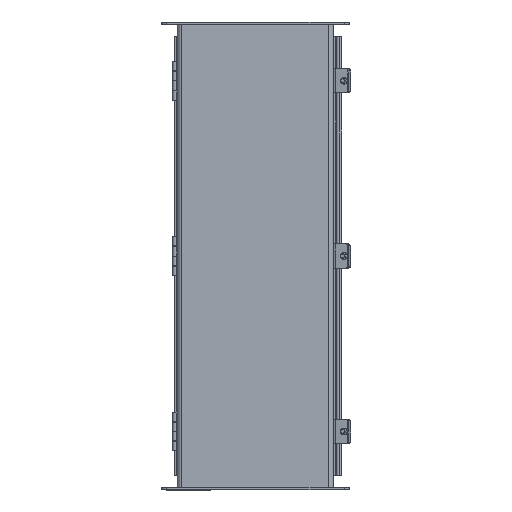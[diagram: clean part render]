
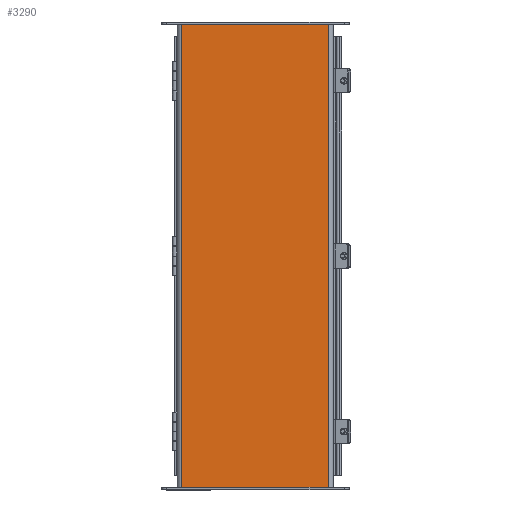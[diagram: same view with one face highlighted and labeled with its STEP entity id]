
A CAD part, top view. The second image highlights one B-rep face of the part: STEP entity #3290.
In plain terms, the highlighted planar face has unit normal (0, 0, 1).
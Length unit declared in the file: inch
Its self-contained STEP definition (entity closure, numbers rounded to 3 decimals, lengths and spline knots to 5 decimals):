
#217=PLANE($,#3523);
#360=FACE_OUTER_BOUND($,#540,.T.);
#540=EDGE_LOOP($,(#2351,#2352,#2353,#2354));
#922=LINE($,#4956,#1232);
#927=LINE($,#4974,#1237);
#931=LINE($,#4988,#1241);
#933=LINE($,#4991,#1243);
#1232=VECTOR($,#3941,24.);
#1237=VECTOR($,#3964,24.);
#1241=VECTOR($,#3984,7.5395);
#1243=VECTOR($,#3988,7.5395);
#1527=VERTEX_POINT($,#4953);
#1528=VERTEX_POINT($,#4955);
#1531=VERTEX_POINT($,#4971);
#1532=VERTEX_POINT($,#4973);
#1833=EDGE_CURVE($,#1528,#1527,#922,.T.);
#1842=EDGE_CURVE($,#1532,#1531,#927,.T.);
#1849=EDGE_CURVE($,#1528,#1531,#931,.T.);
#1851=EDGE_CURVE($,#1532,#1527,#933,.T.);
#2351=ORIENTED_EDGE($,*,*,#1833,.T.);
#2352=ORIENTED_EDGE($,*,*,#1851,.F.);
#2353=ORIENTED_EDGE($,*,*,#1842,.T.);
#2354=ORIENTED_EDGE($,*,*,#1849,.F.);
#3290=ADVANCED_FACE($,(#360),#217,.T.);
#3523=AXIS2_PLACEMENT_3D($,#4990,#3986,#3987);
#3941=DIRECTION($,(0.,-1.,0.));
#3964=DIRECTION($,(0.,1.,0.));
#3984=DIRECTION($,(1.,0.,0.));
#3986=DIRECTION('center_axis',(0.,0.,1.));
#3987=DIRECTION('ref_axis',(1.,0.,0.));
#3988=DIRECTION($,(-1.,0.,0.));
#4953=CARTESIAN_POINT('',(-3.76975,-12.,0.074));
#4955=CARTESIAN_POINT('',(-3.76975,12.,0.074));
#4956=CARTESIAN_POINT($,(-3.76975,6.,0.074));
#4971=CARTESIAN_POINT('',(3.76975,12.,0.074));
#4973=CARTESIAN_POINT('',(3.76975,-12.,0.074));
#4974=CARTESIAN_POINT($,(3.76975,-6.,0.074));
#4988=CARTESIAN_POINT($,(4.,12.,0.074));
#4990=CARTESIAN_POINT('Origin',(0.,0.,
0.074));
#4991=CARTESIAN_POINT($,(-4.,-12.,0.074));
